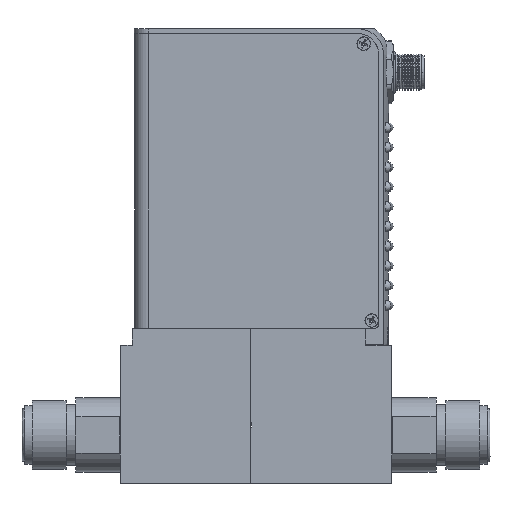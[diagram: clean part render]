
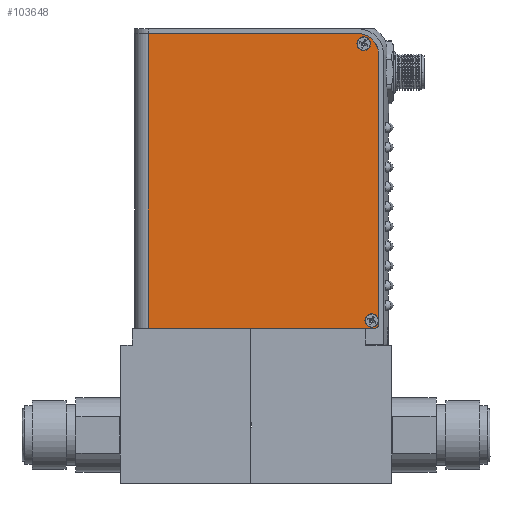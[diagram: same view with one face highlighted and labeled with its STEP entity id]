
A CAD part, left-side view. The second image highlights one B-rep face of the part: STEP entity #103648.
In plain terms, the highlighted planar face has unit normal (-1, 0, 0).
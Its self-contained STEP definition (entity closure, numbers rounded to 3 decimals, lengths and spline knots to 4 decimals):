
#315 = DIRECTION ( 'NONE',  ( 0., 0., 1. ) ) ;
#1444 = DIRECTION ( 'NONE',  ( 0., 0., 1. ) ) ;
#1728 = DIRECTION ( 'NONE',  ( 0., 0., -1. ) ) ;
#3817 = EDGE_CURVE ( 'NONE', #135873, #38246, #27376, .T. ) ;
#8108 = ORIENTED_EDGE ( 'NONE', *, *, #30183, .F. ) ;
#9409 = CIRCLE ( 'NONE', #90345, 0.086 ) ;
#10628 = CARTESIAN_POINT ( 'NONE',  ( -0.6347, 0.1671, 0.9141 ) ) ;
#10769 = LINE ( 'NONE', #65798, #20673 ) ;
#11526 = CIRCLE ( 'NONE', #90114, 0.086 ) ;
#11585 = EDGE_LOOP ( 'NONE', ( #77262, #29011 ) ) ;
#13509 = VERTEX_POINT ( 'NONE', #93593 ) ;
#15309 = ORIENTED_EDGE ( 'NONE', *, *, #101089, .F. ) ;
#17245 = VERTEX_POINT ( 'NONE', #67759 ) ;
#17460 = VERTEX_POINT ( 'NONE', #72562 ) ;
#19341 = CIRCLE ( 'NONE', #40109, 0.27 ) ;
#20094 = DIRECTION ( 'NONE',  ( 0., 0., -1. ) ) ;
#20673 = VECTOR ( 'NONE', #109945, 39.3701 ) ;
#25771 = CARTESIAN_POINT ( 'NONE',  ( -0.6347, -2.6889, 0.9141 ) ) ;
#27376 = LINE ( 'NONE', #73674, #129766 ) ;
#28364 = DIRECTION ( 'NONE',  ( 1., 0., 0. ) ) ;
#28721 = DIRECTION ( 'NONE',  ( -1., 0., 0. ) ) ;
#29011 = ORIENTED_EDGE ( 'NONE', *, *, #39751, .F. ) ;
#30183 = EDGE_CURVE ( 'NONE', #115107, #112622, #52263, .T. ) ;
#32931 = CARTESIAN_POINT ( 'NONE',  ( -0.6347, -2.6639, 1.0121 ) ) ;
#35305 = LINE ( 'NONE', #78785, #111927 ) ;
#37928 = VERTEX_POINT ( 'NONE', #25771 ) ;
#38246 = VERTEX_POINT ( 'NONE', #10628 ) ;
#39214 = FACE_BOUND ( 'NONE', #40431, .T. ) ;
#39548 = ORIENTED_EDGE ( 'NONE', *, *, #67874, .T. ) ;
#39569 = CARTESIAN_POINT ( 'NONE',  ( -0.6347, -2.5619, 4.5161 ) ) ;
#39751 = EDGE_CURVE ( 'NONE', #17245, #17460, #9409, .T. ) ;
#40106 = AXIS2_PLACEMENT_3D ( 'NONE', #127534, #28364, #72495 ) ;
#40109 = AXIS2_PLACEMENT_3D ( 'NONE', #75612, #63334, #74886 ) ;
#40431 = EDGE_LOOP ( 'NONE', ( #8108, #84820 ) ) ;
#40667 = AXIS2_PLACEMENT_3D ( 'NONE', #41276, #119423, #131019 ) ;
#41134 = AXIS2_PLACEMENT_3D ( 'NONE', #141291, #86334, #85633 ) ;
#41276 = CARTESIAN_POINT ( 'NONE',  ( -0.6347, -2.5619, 4.5161 ) ) ;
#41663 = DIRECTION ( 'NONE',  ( -1., 0., 0. ) ) ;
#43397 = CIRCLE ( 'NONE', #41134, 0.063 ) ;
#46691 = EDGE_CURVE ( 'NONE', #38246, #37928, #10769, .T. ) ;
#52263 = CIRCLE ( 'NONE', #40667, 0.086 ) ;
#58374 = CIRCLE ( 'NONE', #139295, 0.086 ) ;
#63105 = PLANE ( 'NONE',  #40106 ) ;
#63334 = DIRECTION ( 'NONE',  ( -1., 0., 0. ) ) ;
#64338 = CARTESIAN_POINT ( 'NONE',  ( -0.6347, 0.1671, 4.6451 ) ) ;
#65798 = CARTESIAN_POINT ( 'NONE',  ( -0.6347, 0.1671, 0.9141 ) ) ;
#67759 = CARTESIAN_POINT ( 'NONE',  ( -0.6347, -2.6639, 0.9261 ) ) ;
#67874 = EDGE_CURVE ( 'NONE', #13509, #68582, #19341, .T. ) ;
#68338 = LINE ( 'NONE', #131380, #132297 ) ;
#68582 = VERTEX_POINT ( 'NONE', #105699 ) ;
#72495 = DIRECTION ( 'NONE',  ( 0., 1., 0. ) ) ;
#72562 = CARTESIAN_POINT ( 'NONE',  ( -0.6347, -2.6639, 1.0981 ) ) ;
#73674 = CARTESIAN_POINT ( 'NONE',  ( -0.6347, 0.1671, 4.6451 ) ) ;
#74886 = DIRECTION ( 'NONE',  ( 0., 1., 0. ) ) ;
#75612 = CARTESIAN_POINT ( 'NONE',  ( -0.6347, -2.4819, 4.3751 ) ) ;
#77262 = ORIENTED_EDGE ( 'NONE', *, *, #142969, .F. ) ;
#78785 = CARTESIAN_POINT ( 'NONE',  ( -0.6347, 0.1671, 4.6451 ) ) ;
#83416 = FACE_BOUND ( 'NONE', #11585, .T. ) ;
#84820 = ORIENTED_EDGE ( 'NONE', *, *, #123077, .F. ) ;
#85633 = DIRECTION ( 'NONE',  ( 0., 1., 0. ) ) ;
#86334 = DIRECTION ( 'NONE',  ( -1., 0., 0. ) ) ;
#88017 = ORIENTED_EDGE ( 'NONE', *, *, #113981, .T. ) ;
#88209 = ORIENTED_EDGE ( 'NONE', *, *, #93805, .F. ) ;
#90114 = AXIS2_PLACEMENT_3D ( 'NONE', #32931, #121939, #315 ) ;
#90345 = AXIS2_PLACEMENT_3D ( 'NONE', #140819, #41663, #119095 ) ;
#93593 = CARTESIAN_POINT ( 'NONE',  ( -0.6347, -2.7519, 4.3751 ) ) ;
#93805 = EDGE_CURVE ( 'NONE', #13509, #138533, #68338, .T. ) ;
#96415 = FACE_OUTER_BOUND ( 'NONE', #96985, .T. ) ;
#96985 = EDGE_LOOP ( 'NONE', ( #98958, #88017, #88209, #39548, #15309, #131392 ) ) ;
#98958 = ORIENTED_EDGE ( 'NONE', *, *, #46691, .T. ) ;
#100417 = CARTESIAN_POINT ( 'NONE',  ( -0.6347, -2.5619, 4.4301 ) ) ;
#101089 = EDGE_CURVE ( 'NONE', #135873, #68582, #35305, .T. ) ;
#103648 = ADVANCED_FACE ( 'NONE', ( #96415, #39214, #83416 ), #63105, .F. ) ;
#104038 = DIRECTION ( 'NONE',  ( 0., -1., 0. ) ) ;
#105699 = CARTESIAN_POINT ( 'NONE',  ( -0.6347, -2.4819, 4.6451 ) ) ;
#109945 = DIRECTION ( 'NONE',  ( 0., -1., 0. ) ) ;
#111927 = VECTOR ( 'NONE', #104038, 39.3701 ) ;
#112622 = VERTEX_POINT ( 'NONE', #100417 ) ;
#113981 = EDGE_CURVE ( 'NONE', #37928, #138533, #43397, .T. ) ;
#115107 = VERTEX_POINT ( 'NONE', #118173 ) ;
#118173 = CARTESIAN_POINT ( 'NONE',  ( -0.6347, -2.5619, 4.6021 ) ) ;
#119095 = DIRECTION ( 'NONE',  ( 0., 0., 1. ) ) ;
#119423 = DIRECTION ( 'NONE',  ( -1., 0., 0. ) ) ;
#121939 = DIRECTION ( 'NONE',  ( -1., 0., 0. ) ) ;
#123077 = EDGE_CURVE ( 'NONE', #112622, #115107, #58374, .T. ) ;
#126247 = CARTESIAN_POINT ( 'NONE',  ( -0.6347, -2.7519, 0.9771 ) ) ;
#127534 = CARTESIAN_POINT ( 'NONE',  ( -0.6347, 0.1671, 4.6451 ) ) ;
#129766 = VECTOR ( 'NONE', #20094, 39.3701 ) ;
#131019 = DIRECTION ( 'NONE',  ( 0., 0., 1. ) ) ;
#131380 = CARTESIAN_POINT ( 'NONE',  ( -0.6347, -2.7519, 4.6451 ) ) ;
#131392 = ORIENTED_EDGE ( 'NONE', *, *, #3817, .T. ) ;
#132297 = VECTOR ( 'NONE', #1728, 39.3701 ) ;
#135873 = VERTEX_POINT ( 'NONE', #64338 ) ;
#138533 = VERTEX_POINT ( 'NONE', #126247 ) ;
#139295 = AXIS2_PLACEMENT_3D ( 'NONE', #39569, #28721, #1444 ) ;
#140819 = CARTESIAN_POINT ( 'NONE',  ( -0.6347, -2.6639, 1.0121 ) ) ;
#141291 = CARTESIAN_POINT ( 'NONE',  ( -0.6347, -2.6889, 0.9771 ) ) ;
#142969 = EDGE_CURVE ( 'NONE', #17460, #17245, #11526, .T. ) ;
